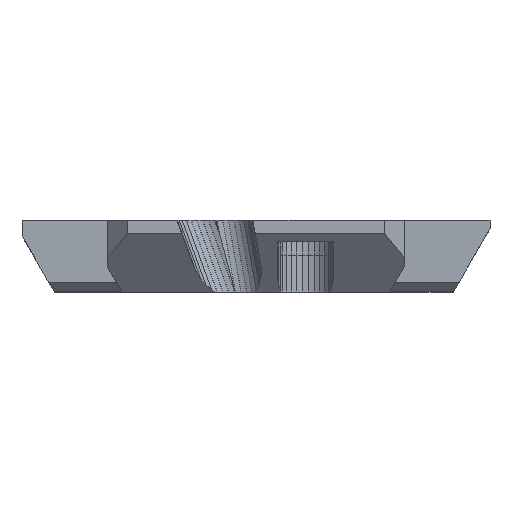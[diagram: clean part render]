
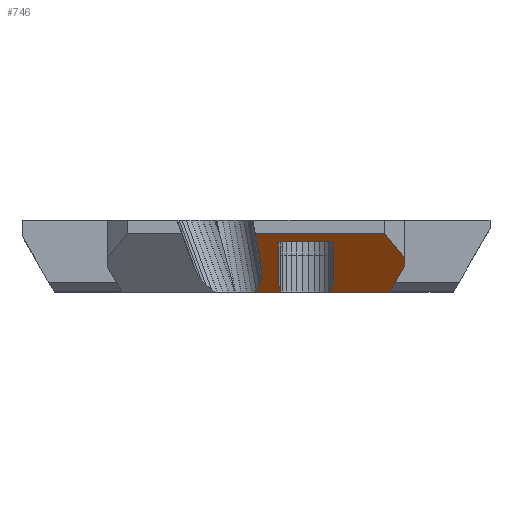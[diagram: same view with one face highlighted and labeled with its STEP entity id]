
A CAD part, front view. The second image highlights one B-rep face of the part: STEP entity #746.
In plain terms, the highlighted planar face has unit normal (0, -0.766, -0.643).
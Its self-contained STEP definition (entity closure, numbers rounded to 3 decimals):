
#32 = VERTEX_POINT('',#33);
#33 = CARTESIAN_POINT('',(13.758,-40.,-16.596));
#39 = EDGE_CURVE('',#32,#40,#42,.T.);
#40 = VERTEX_POINT('',#41);
#41 = CARTESIAN_POINT('',(-0.583,-40.,-16.596));
#42 = LINE('',#43,#44);
#43 = CARTESIAN_POINT('',(18.4,-40.,-16.596));
#44 = VECTOR('',#45,1.);
#45 = DIRECTION('',(-1.,0.,0.));
#728 = VERTEX_POINT('',#729);
#729 = CARTESIAN_POINT('',(0.048,-37.,-20.171));
#735 = EDGE_CURVE('',#728,#40,#736,.T.);
#736 = LINE('',#737,#738);
#737 = CARTESIAN_POINT('',(-1.428,-44.024,
    -11.8));
#738 = VECTOR('',#739,1.);
#739 = DIRECTION('',(-0.134,-0.637,0.759));
#746 = ADVANCED_FACE('',(#747),#965,.T.);
#747 = FACE_BOUND('',#748,.T.);
#748 = EDGE_LOOP('',(#749,#759,#767,#775,#781,#782,#783,#791,#799,#807,
    #815,#823,#831,#839,#847,#855,#863,#871,#879,#887,#895,#903,#911,
    #919,#927,#935,#943,#951,#959));
#749 = ORIENTED_EDGE('',*,*,#750,.F.);
#750 = EDGE_CURVE('',#751,#753,#755,.T.);
#751 = VERTEX_POINT('',#752);
#752 = CARTESIAN_POINT('',(14.341,-34.542,-23.1));
#753 = VERTEX_POINT('',#754);
#754 = CARTESIAN_POINT('',(7.718,-34.542,-23.1));
#755 = LINE('',#756,#757);
#756 = CARTESIAN_POINT('',(18.4,-34.542,-23.1));
#757 = VECTOR('',#758,1.);
#758 = DIRECTION('',(-1.,0.,0.));
#759 = ORIENTED_EDGE('',*,*,#760,.F.);
#760 = EDGE_CURVE('',#761,#751,#763,.T.);
#761 = VERTEX_POINT('',#762);
#762 = CARTESIAN_POINT('',(16.,-36.954,-20.226));
#763 = LINE('',#764,#765);
#764 = CARTESIAN_POINT('',(19.762,-42.422,
    -13.709));
#765 = VECTOR('',#766,1.);
#766 = DIRECTION('',(-0.404,0.588,-0.701));
#767 = ORIENTED_EDGE('',*,*,#768,.T.);
#768 = EDGE_CURVE('',#761,#769,#771,.T.);
#769 = VERTEX_POINT('',#770);
#770 = CARTESIAN_POINT('',(16.,-37.758,-19.268));
#771 = LINE('',#772,#773);
#772 = CARTESIAN_POINT('',(16.,-40.618,-15.859));
#773 = VECTOR('',#774,1.);
#774 = DIRECTION('',(0.,-0.643,0.766
    ));
#775 = ORIENTED_EDGE('',*,*,#776,.T.);
#776 = EDGE_CURVE('',#769,#32,#777,.T.);
#777 = LINE('',#778,#779);
#778 = CARTESIAN_POINT('',(13.453,-40.305,
    -16.232));
#779 = VECTOR('',#780,1.);
#780 = DIRECTION('',(-0.541,-0.541,0.644));
#781 = ORIENTED_EDGE('',*,*,#39,.T.);
#782 = ORIENTED_EDGE('',*,*,#735,.F.);
#783 = ORIENTED_EDGE('',*,*,#784,.F.);
#784 = EDGE_CURVE('',#785,#728,#787,.T.);
#785 = VERTEX_POINT('',#786);
#786 = CARTESIAN_POINT('',(0.112,-36.376,-20.914
    ));
#787 = LINE('',#788,#789);
#788 = CARTESIAN_POINT('',(-0.503,-42.325,
    -13.825));
#789 = VECTOR('',#790,1.);
#790 = DIRECTION('',(-0.066,-0.641,0.764
    ));
#791 = ORIENTED_EDGE('',*,*,#792,.F.);
#792 = EDGE_CURVE('',#793,#785,#795,.T.);
#793 = VERTEX_POINT('',#794);
#794 = CARTESIAN_POINT('',(0.041,-35.78,
    -21.625));
#795 = LINE('',#796,#797);
#796 = CARTESIAN_POINT('',(0.904,-42.988,
    -13.034));
#797 = VECTOR('',#798,1.);
#798 = DIRECTION('',(0.077,-0.641,0.764)
  );
#799 = ORIENTED_EDGE('',*,*,#800,.F.);
#800 = EDGE_CURVE('',#801,#793,#803,.T.);
#801 = VERTEX_POINT('',#802);
#802 = CARTESIAN_POINT('',(-0.164,-35.237,
    -22.273));
#803 = LINE('',#804,#805);
#804 = CARTESIAN_POINT('',(2.895,-43.368,
    -12.582));
#805 = VECTOR('',#806,1.);
#806 = DIRECTION('',(0.235,-0.625,0.745));
#807 = ORIENTED_EDGE('',*,*,#808,.F.);
#808 = EDGE_CURVE('',#809,#801,#811,.T.);
#809 = VERTEX_POINT('',#810);
#810 = CARTESIAN_POINT('',(-0.492,-34.771,
    -22.828));
#811 = LINE('',#812,#813);
#812 = CARTESIAN_POINT('',(5.464,-43.229,
    -12.748));
#813 = VECTOR('',#814,1.);
#814 = DIRECTION('',(0.412,-0.586,0.698));
#815 = ORIENTED_EDGE('',*,*,#816,.F.);
#816 = EDGE_CURVE('',#817,#809,#819,.T.);
#817 = VERTEX_POINT('',#818);
#818 = CARTESIAN_POINT('',(-0.763,-34.542,-23.1));
#819 = LINE('',#820,#821);
#820 = CARTESIAN_POINT('',(8.332,-42.201,-13.973)
  );
#821 = VECTOR('',#822,1.);
#822 = DIRECTION('',(0.607,-0.511,0.609));
#823 = ORIENTED_EDGE('',*,*,#824,.F.);
#824 = EDGE_CURVE('',#825,#817,#827,.T.);
#825 = VERTEX_POINT('',#826);
#826 = CARTESIAN_POINT('',(2.282,-34.542,-23.1));
#827 = LINE('',#828,#829);
#828 = CARTESIAN_POINT('',(18.4,-34.542,-23.1));
#829 = VECTOR('',#830,1.);
#830 = DIRECTION('',(-1.,0.,0.));
#831 = ORIENTED_EDGE('',*,*,#832,.F.);
#832 = EDGE_CURVE('',#833,#825,#835,.T.);
#833 = VERTEX_POINT('',#834);
#834 = CARTESIAN_POINT('',(2.168,-34.739,
    -22.866));
#835 = LINE('',#836,#837);
#836 = CARTESIAN_POINT('',(1.351,-36.154,
    -21.179));
#837 = VECTOR('',#838,1.);
#838 = DIRECTION('',(0.348,0.603,-0.718));
#839 = ORIENTED_EDGE('',*,*,#840,.F.);
#840 = EDGE_CURVE('',#841,#833,#843,.T.);
#841 = VERTEX_POINT('',#842);
#842 = CARTESIAN_POINT('',(1.968,-35.355,
    -22.131));
#843 = LINE('',#844,#845);
#844 = CARTESIAN_POINT('',(1.32,-37.348,
    -19.757));
#845 = VECTOR('',#846,1.);
#846 = DIRECTION('',(0.204,0.629,-0.75));
#847 = ORIENTED_EDGE('',*,*,#848,.F.);
#848 = EDGE_CURVE('',#849,#841,#851,.T.);
#849 = VERTEX_POINT('',#850);
#850 = CARTESIAN_POINT('',(1.932,-35.7,-21.72));
#851 = LINE('',#852,#853);
#852 = CARTESIAN_POINT('',(1.647,-38.41,-18.49
    ));
#853 = VECTOR('',#854,1.);
#854 = DIRECTION('',(0.067,0.641,-0.764));
#855 = ORIENTED_EDGE('',*,*,#856,.F.);
#856 = EDGE_CURVE('',#857,#849,#859,.T.);
#857 = VERTEX_POINT('',#858);
#858 = CARTESIAN_POINT('',(1.9,-35.7,-21.72));
#859 = LINE('',#860,#861);
#860 = CARTESIAN_POINT('',(14.45,-35.7,-21.72));
#861 = VECTOR('',#862,1.);
#862 = DIRECTION('',(1.,0.,0.));
#863 = ORIENTED_EDGE('',*,*,#864,.F.);
#864 = EDGE_CURVE('',#865,#857,#867,.T.);
#865 = VERTEX_POINT('',#866);
#866 = CARTESIAN_POINT('',(1.9,-36.,-21.363));
#867 = LINE('',#868,#869);
#868 = CARTESIAN_POINT('',(1.9,-39.675,-16.983));
#869 = VECTOR('',#870,1.);
#870 = DIRECTION('',(0.,0.643,-0.766)
  );
#871 = ORIENTED_EDGE('',*,*,#872,.T.);
#872 = EDGE_CURVE('',#865,#873,#875,.T.);
#873 = VERTEX_POINT('',#874);
#874 = CARTESIAN_POINT('',(1.9,-37.7,-19.337));
#875 = LINE('',#876,#877);
#876 = CARTESIAN_POINT('',(1.9,-41.144,-15.233));
#877 = VECTOR('',#878,1.);
#878 = DIRECTION('',(0.,-0.643,0.766
    ));
#879 = ORIENTED_EDGE('',*,*,#880,.T.);
#880 = EDGE_CURVE('',#873,#881,#883,.T.);
#881 = VERTEX_POINT('',#882);
#882 = CARTESIAN_POINT('',(1.9,-38.822,-18.));
#883 = LINE('',#884,#885);
#884 = CARTESIAN_POINT('',(1.9,-41.144,-15.233));
#885 = VECTOR('',#886,1.);
#886 = DIRECTION('',(0.,-0.643,0.766
    ));
#887 = ORIENTED_EDGE('',*,*,#888,.F.);
#888 = EDGE_CURVE('',#889,#881,#891,.T.);
#889 = VERTEX_POINT('',#890);
#890 = CARTESIAN_POINT('',(1.9,-39.241,-17.5));
#891 = LINE('',#892,#893);
#892 = CARTESIAN_POINT('',(1.9,-40.027,-16.563));
#893 = VECTOR('',#894,1.);
#894 = DIRECTION('',(0.,0.643,-0.766)
  );
#895 = ORIENTED_EDGE('',*,*,#896,.T.);
#896 = EDGE_CURVE('',#889,#897,#899,.T.);
#897 = VERTEX_POINT('',#898);
#898 = CARTESIAN_POINT('',(8.1,-39.241,-17.5));
#899 = LINE('',#900,#901);
#900 = CARTESIAN_POINT('',(14.45,-39.241,-17.5));
#901 = VECTOR('',#902,1.);
#902 = DIRECTION('',(1.,0.,0.));
#903 = ORIENTED_EDGE('',*,*,#904,.T.);
#904 = EDGE_CURVE('',#897,#905,#907,.T.);
#905 = VERTEX_POINT('',#906);
#906 = CARTESIAN_POINT('',(8.1,-38.822,-18.));
#907 = LINE('',#908,#909);
#908 = CARTESIAN_POINT('',(8.1,-40.027,-16.563));
#909 = VECTOR('',#910,1.);
#910 = DIRECTION('',(0.,0.643,-0.766)
  );
#911 = ORIENTED_EDGE('',*,*,#912,.F.);
#912 = EDGE_CURVE('',#913,#905,#915,.T.);
#913 = VERTEX_POINT('',#914);
#914 = CARTESIAN_POINT('',(8.1,-37.7,-19.337));
#915 = LINE('',#916,#917);
#916 = CARTESIAN_POINT('',(8.1,-41.144,-15.233));
#917 = VECTOR('',#918,1.);
#918 = DIRECTION('',(0.,-0.643,0.766
    ));
#919 = ORIENTED_EDGE('',*,*,#920,.F.);
#920 = EDGE_CURVE('',#921,#913,#923,.T.);
#921 = VERTEX_POINT('',#922);
#922 = CARTESIAN_POINT('',(8.1,-36.,-21.363));
#923 = LINE('',#924,#925);
#924 = CARTESIAN_POINT('',(8.1,-41.144,-15.233));
#925 = VECTOR('',#926,1.);
#926 = DIRECTION('',(0.,-0.643,0.766
    ));
#927 = ORIENTED_EDGE('',*,*,#928,.T.);
#928 = EDGE_CURVE('',#921,#929,#931,.T.);
#929 = VERTEX_POINT('',#930);
#930 = CARTESIAN_POINT('',(8.1,-35.7,-21.72));
#931 = LINE('',#932,#933);
#932 = CARTESIAN_POINT('',(8.1,-39.675,-16.983));
#933 = VECTOR('',#934,1.);
#934 = DIRECTION('',(0.,0.643,-0.766)
  );
#935 = ORIENTED_EDGE('',*,*,#936,.F.);
#936 = EDGE_CURVE('',#937,#929,#939,.T.);
#937 = VERTEX_POINT('',#938);
#938 = CARTESIAN_POINT('',(8.068,-35.7,-21.72));
#939 = LINE('',#940,#941);
#940 = CARTESIAN_POINT('',(14.45,-35.7,-21.72));
#941 = VECTOR('',#942,1.);
#942 = DIRECTION('',(1.,0.,0.));
#943 = ORIENTED_EDGE('',*,*,#944,.F.);
#944 = EDGE_CURVE('',#945,#937,#947,.T.);
#945 = VERTEX_POINT('',#946);
#946 = CARTESIAN_POINT('',(8.032,-35.355,
    -22.131));
#947 = LINE('',#948,#949);
#948 = CARTESIAN_POINT('',(8.411,-38.959,
    -17.836));
#949 = VECTOR('',#950,1.);
#950 = DIRECTION('',(0.067,-0.641,0.764));
#951 = ORIENTED_EDGE('',*,*,#952,.F.);
#952 = EDGE_CURVE('',#953,#945,#955,.T.);
#953 = VERTEX_POINT('',#954);
#954 = CARTESIAN_POINT('',(7.832,-34.739,
    -22.866));
#955 = LINE('',#956,#957);
#956 = CARTESIAN_POINT('',(9.296,-39.245,-17.495
    ));
#957 = VECTOR('',#958,1.);
#958 = DIRECTION('',(0.204,-0.629,0.75));
#959 = ORIENTED_EDGE('',*,*,#960,.F.);
#960 = EDGE_CURVE('',#753,#953,#961,.T.);
#961 = LINE('',#962,#963);
#962 = CARTESIAN_POINT('',(10.483,-39.331,
    -17.393));
#963 = VECTOR('',#964,1.);
#964 = DIRECTION('',(0.348,-0.603,0.718));
#965 = PLANE('',#966);
#966 = AXIS2_PLACEMENT_3D('',#967,#968,#969);
#967 = CARTESIAN_POINT('',(20.8,-40.5,-16.));
#968 = DIRECTION('',(0.,-0.766,-0.643
    ));
#969 = DIRECTION('',(-1.,0.,0.));
